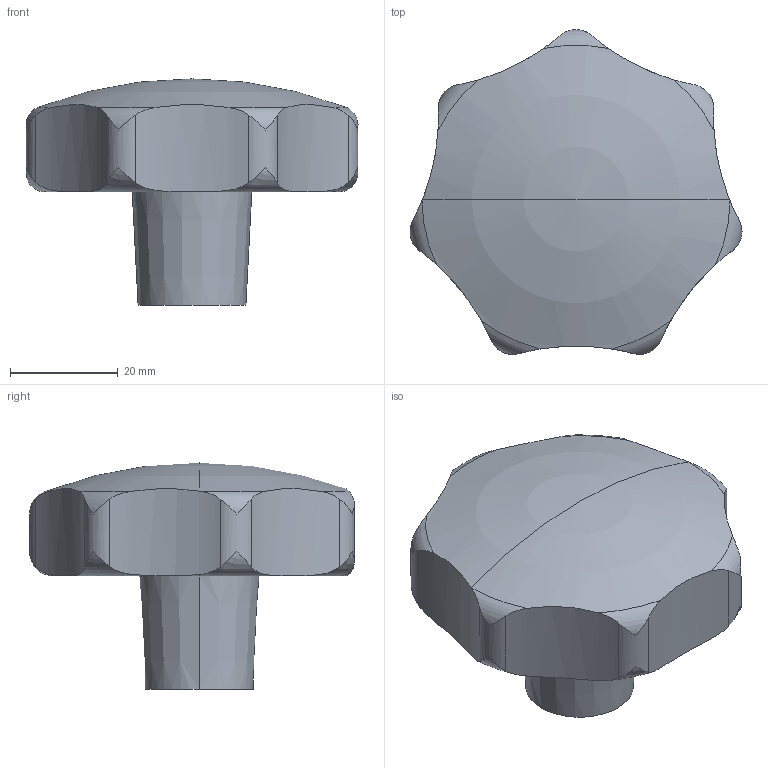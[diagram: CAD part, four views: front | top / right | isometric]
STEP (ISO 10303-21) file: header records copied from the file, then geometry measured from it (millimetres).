
FILE_DESCRIPTION(('STEP AP214'),'1');
FILE_NAME(' ',' ',('TraceParts'),('TraceParts S.A.'),'XStep 1.0',' ',' ');
FILE_SCHEMA(('automotive_design'));
Length unit declared in the file: millimetre
Products named in the file (1): 1
Bounding box: 61.65 x 60.33 x 42 mm (x, y, z)
Volume: 46053.1 mm3; surface area: 11133.7 mm2
Topology: 1 solids, 1 shells, 37 faces, 110 edges, 75 vertices
Faces by surface type: cylinder 17, torus 11, cone 4, plane 3, sphere 2
Entity records: 2894 total; most frequent: CARTESIAN_POINT 759, STYLED_ITEM 221, PRESENTATION_STYLE_ASSIGNMENT 221, COLOUR_RGB 221, ORIENTED_EDGE 216, DIRECTION 151, EDGE_CURVE 108, CURVE_STYLE 108
